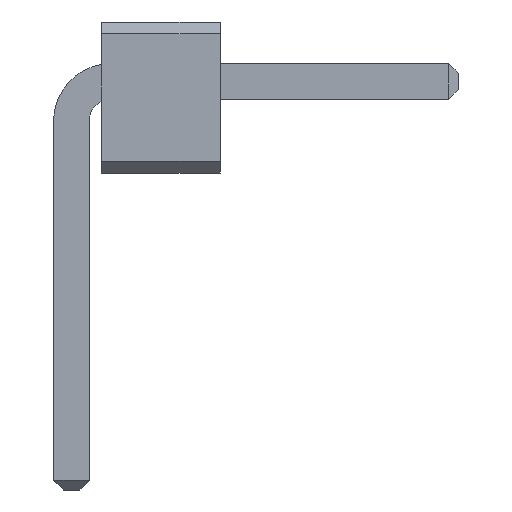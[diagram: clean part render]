
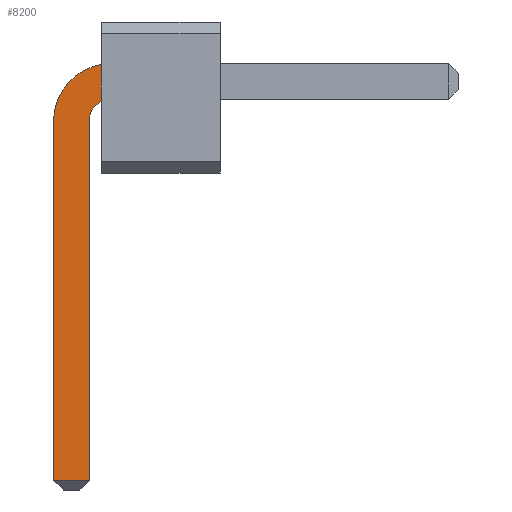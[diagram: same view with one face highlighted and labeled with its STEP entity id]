
A CAD part, front view. The second image highlights one B-rep face of the part: STEP entity #8200.
In plain terms, the highlighted planar face has unit normal (0, -1, 0).
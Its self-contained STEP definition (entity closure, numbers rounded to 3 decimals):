
#2806 = VERTEX_POINT('',#2807);
#2807 = CARTESIAN_POINT('',(0.25,-16.15,0.779));
#2815 = EDGE_CURVE('',#2806,#2816,#2818,.T.);
#2816 = VERTEX_POINT('',#2817);
#2817 = CARTESIAN_POINT('',(0.25,-16.15,0.467));
#2818 = LINE('',#2819,#2820);
#2819 = CARTESIAN_POINT('',(0.25,-16.15,0.1));
#2820 = VECTOR('',#2821,1.);
#2821 = DIRECTION('',(0.,0.,-1.));
#8115 = VERTEX_POINT('',#8116);
#8116 = CARTESIAN_POINT('',(-0.15,-16.15,0.335));
#8122 = EDGE_CURVE('',#8115,#2806,#8123,.T.);
#8123 = CIRCLE('',#8124,0.485);
#8124 = AXIS2_PLACEMENT_3D('',#8125,#8126,#8127);
#8125 = CARTESIAN_POINT('',(0.333,-16.15,0.302));
#8126 = DIRECTION('',(0.,1.,0.));
#8127 = DIRECTION('',(-0.998,0.,
0.069));
#8181 = EDGE_CURVE('',#2816,#8182,#8184,.T.);
#8182 = VERTEX_POINT('',#8183);
#8183 = CARTESIAN_POINT('',(0.15,-16.15,0.335));
#8184 = CIRCLE('',#8185,0.194);
#8185 = AXIS2_PLACEMENT_3D('',#8186,#8187,#8188);
#8186 = CARTESIAN_POINT('',(0.34,-16.15,0.295));
#8187 = DIRECTION('',(0.,-1.,0.));
#8188 = DIRECTION('',(-0.207,0.,0.978)
);
#8200 = ADVANCED_FACE('',(#8201),#8228,.F.);
#8201 = FACE_BOUND('',#8202,.F.);
#8202 = EDGE_LOOP('',(#8203,#8204,#8205,#8213,#8221,#8227));
#8203 = ORIENTED_EDGE('',*,*,#2815,.T.);
#8204 = ORIENTED_EDGE('',*,*,#8181,.T.);
#8205 = ORIENTED_EDGE('',*,*,#8206,.T.);
#8206 = EDGE_CURVE('',#8182,#8207,#8209,.T.);
#8207 = VERTEX_POINT('',#8208);
#8208 = CARTESIAN_POINT('',(0.15,-16.15,-2.72));
#8209 = LINE('',#8210,#8211);
#8210 = CARTESIAN_POINT('',(0.15,-16.15,0.335));
#8211 = VECTOR('',#8212,1.);
#8212 = DIRECTION('',(0.,0.,-1.));
#8213 = ORIENTED_EDGE('',*,*,#8214,.T.);
#8214 = EDGE_CURVE('',#8207,#8215,#8217,.T.);
#8215 = VERTEX_POINT('',#8216);
#8216 = CARTESIAN_POINT('',(-0.15,-16.15,-2.72));
#8217 = LINE('',#8218,#8219);
#8218 = CARTESIAN_POINT('',(0.15,-16.15,-2.72));
#8219 = VECTOR('',#8220,1.);
#8220 = DIRECTION('',(-1.,0.,0.));
#8221 = ORIENTED_EDGE('',*,*,#8222,.T.);
#8222 = EDGE_CURVE('',#8215,#8115,#8223,.T.);
#8223 = LINE('',#8224,#8225);
#8224 = CARTESIAN_POINT('',(-0.15,-16.15,-2.8));
#8225 = VECTOR('',#8226,1.);
#8226 = DIRECTION('',(0.,0.,1.));
#8227 = ORIENTED_EDGE('',*,*,#8122,.T.);
#8228 = PLANE('',#8229);
#8229 = AXIS2_PLACEMENT_3D('',#8230,#8231,#8232);
#8230 = CARTESIAN_POINT('',(0.841,-16.15,-0.301));
#8231 = DIRECTION('',(0.,1.,-0.));
#8232 = DIRECTION('',(0.,0.,-1.));
